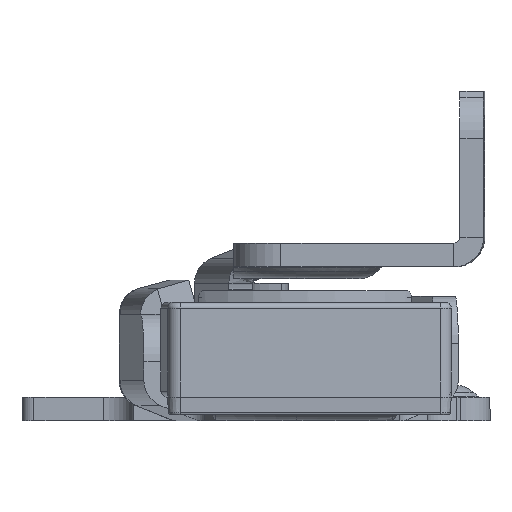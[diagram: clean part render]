
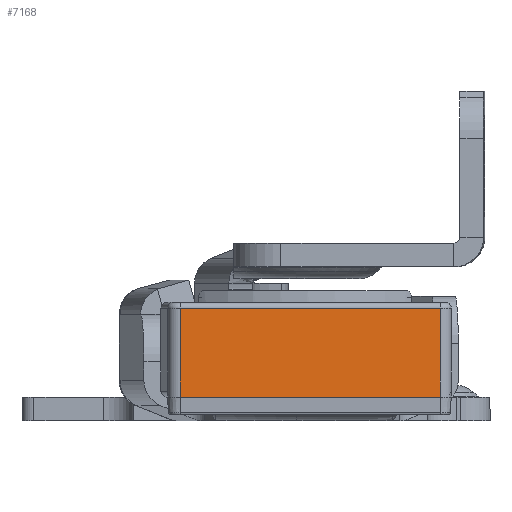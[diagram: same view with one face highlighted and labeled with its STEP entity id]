
A CAD part, left-side view. The second image highlights one B-rep face of the part: STEP entity #7168.
In plain terms, the highlighted face is planar.
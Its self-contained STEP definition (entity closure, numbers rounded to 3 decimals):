
#861 = DIRECTION ( 'NONE',  ( 0., 0., -1. ) ) ;
#1538 = EDGE_CURVE ( 'NONE', #1829, #4507, #4050, .T. ) ;
#1618 = EDGE_LOOP ( 'NONE', ( #10095, #9659, #4668, #12477 ) ) ;
#1773 = CARTESIAN_POINT ( 'NONE',  ( 10., -11., 8. ) ) ;
#1829 = VERTEX_POINT ( 'NONE', #8355 ) ;
#2537 = CARTESIAN_POINT ( 'NONE',  ( 10., 11., 8. ) ) ;
#2681 = FACE_OUTER_BOUND ( 'NONE', #1618, .T. ) ;
#2988 = DIRECTION ( 'NONE',  ( 0., 0., -1. ) ) ;
#3663 = VERTEX_POINT ( 'NONE', #12897 ) ;
#4050 = LINE ( 'NONE', #1773, #13290 ) ;
#4302 = EDGE_CURVE ( 'NONE', #3663, #9286, #11645, .T. ) ;
#4507 = VERTEX_POINT ( 'NONE', #7429 ) ;
#4545 = CARTESIAN_POINT ( 'NONE',  ( 10., 11., 8. ) ) ;
#4668 = ORIENTED_EDGE ( 'NONE', *, *, #4302, .F. ) ;
#4771 = DIRECTION ( 'NONE',  ( 0., 0., -1. ) ) ;
#5933 = AXIS2_PLACEMENT_3D ( 'NONE', #2537, #11896, #861 ) ;
#6276 = DIRECTION ( 'NONE',  ( 0., 1., 0. ) ) ;
#7152 = VECTOR ( 'NONE', #7432, 1000. ) ;
#7168 = ADVANCED_FACE ( 'NONE', ( #2681 ), #7310, .T. ) ;
#7310 = PLANE ( 'NONE',  #5933 ) ;
#7429 = CARTESIAN_POINT ( 'NONE',  ( 10., -11., 0.5 ) ) ;
#7432 = DIRECTION ( 'NONE',  ( 0., -1., 0. ) ) ;
#8355 = CARTESIAN_POINT ( 'NONE',  ( 10., -11., 8. ) ) ;
#9286 = VERTEX_POINT ( 'NONE', #13102 ) ;
#9583 = EDGE_CURVE ( 'NONE', #4507, #9286, #10890, .T. ) ;
#9659 = ORIENTED_EDGE ( 'NONE', *, *, #9583, .T. ) ;
#9699 = CARTESIAN_POINT ( 'NONE',  ( 10., 11., 0.5 ) ) ;
#10095 = ORIENTED_EDGE ( 'NONE', *, *, #1538, .T. ) ;
#10428 = VECTOR ( 'NONE', #6276, 1000. ) ;
#10890 = LINE ( 'NONE', #9699, #10428 ) ;
#11050 = LINE ( 'NONE', #14288, #7152 ) ;
#11645 = LINE ( 'NONE', #4545, #13435 ) ;
#11896 = DIRECTION ( 'NONE',  ( 1., 0., 0. ) ) ;
#12477 = ORIENTED_EDGE ( 'NONE', *, *, #12916, .T. ) ;
#12897 = CARTESIAN_POINT ( 'NONE',  ( 10., 11., 8. ) ) ;
#12916 = EDGE_CURVE ( 'NONE', #3663, #1829, #11050, .T. ) ;
#13102 = CARTESIAN_POINT ( 'NONE',  ( 10., 11., 0.5 ) ) ;
#13290 = VECTOR ( 'NONE', #2988, 1000. ) ;
#13435 = VECTOR ( 'NONE', #4771, 1000. ) ;
#14288 = CARTESIAN_POINT ( 'NONE',  ( 10., 11., 8. ) ) ;
